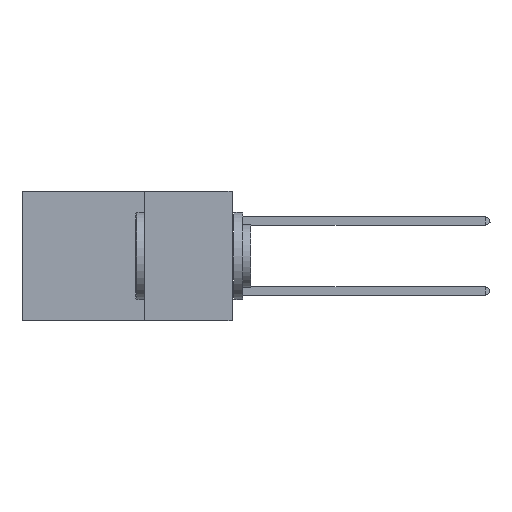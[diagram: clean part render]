
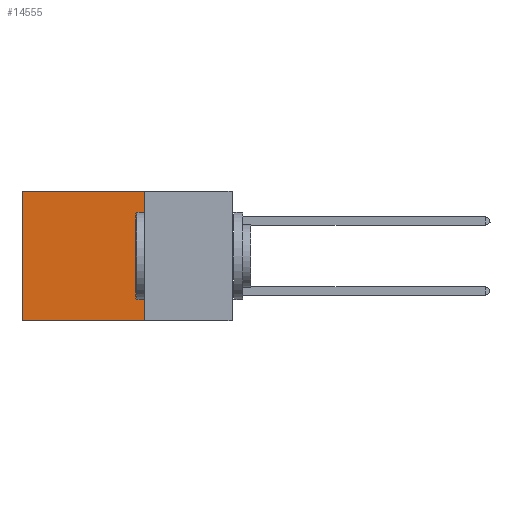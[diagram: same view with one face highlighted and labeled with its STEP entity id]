
A CAD part, left-side view. The second image highlights one B-rep face of the part: STEP entity #14555.
In plain terms, the highlighted planar face has unit normal (-1, 0, 0).
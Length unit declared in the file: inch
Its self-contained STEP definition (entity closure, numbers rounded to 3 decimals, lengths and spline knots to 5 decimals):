
#408 = VERTEX_POINT ( 'NONE', #9416 ) ;
#1039 = DIRECTION ( 'NONE',  ( 0., 0., -1. ) ) ;
#1067 = LINE ( 'NONE', #12411, #10633 ) ;
#1731 = EDGE_LOOP ( 'NONE', ( #27726, #15943, #32703, #15012 ) ) ;
#3984 = CARTESIAN_POINT ( 'NONE',  ( 0.2875, 0.25, 0. ) ) ;
#4682 = LINE ( 'NONE', #28007, #22059 ) ;
#5795 = DIRECTION ( 'NONE',  ( 1., 0., 0. ) ) ;
#6160 = PLANE ( 'NONE',  #15895 ) ;
#8934 = VECTOR ( 'NONE', #1039, 39.37008 ) ;
#9416 = CARTESIAN_POINT ( 'NONE',  ( 0.2875, 0.6, -0.37 ) ) ;
#10633 = VECTOR ( 'NONE', #12045, 39.37008 ) ;
#10884 = VERTEX_POINT ( 'NONE', #13764 ) ;
#11767 = CARTESIAN_POINT ( 'NONE',  ( 0.2875, 0.6, 0. ) ) ;
#12045 = DIRECTION ( 'NONE',  ( 0., 1., 0. ) ) ;
#12411 = CARTESIAN_POINT ( 'NONE',  ( 0.2875, 0.25, -0.37 ) ) ;
#13764 = CARTESIAN_POINT ( 'NONE',  ( 0.2875, 0.25, -0.37 ) ) ;
#14149 = EDGE_CURVE ( 'NONE', #32608, #22616, #15675, .T. ) ;
#14224 = DIRECTION ( 'NONE',  ( 0., 0., -1. ) ) ;
#14555 = ADVANCED_FACE ( 'NONE', ( #23473 ), #6160, .F. ) ;
#15012 = ORIENTED_EDGE ( 'NONE', *, *, #14149, .T. ) ;
#15675 = LINE ( 'NONE', #3984, #18687 ) ;
#15895 = AXIS2_PLACEMENT_3D ( 'NONE', #25723, #5795, #14224 ) ;
#15943 = ORIENTED_EDGE ( 'NONE', *, *, #22097, .F. ) ;
#16018 = CARTESIAN_POINT ( 'NONE',  ( 0.2875, 0.25, 0. ) ) ;
#17281 = DIRECTION ( 'NONE',  ( 0., 0., -1. ) ) ;
#18687 = VECTOR ( 'NONE', #32144, 39.37008 ) ;
#22059 = VECTOR ( 'NONE', #17281, 39.37008 ) ;
#22097 = EDGE_CURVE ( 'NONE', #10884, #408, #1067, .T. ) ;
#22616 = VERTEX_POINT ( 'NONE', #11767 ) ;
#22839 = LINE ( 'NONE', #32099, #8934 ) ;
#23473 = FACE_OUTER_BOUND ( 'NONE', #1731, .T. ) ;
#25650 = EDGE_CURVE ( 'NONE', #22616, #408, #4682, .T. ) ;
#25723 = CARTESIAN_POINT ( 'NONE',  ( 0.2875, 0.25, 0. ) ) ;
#27726 = ORIENTED_EDGE ( 'NONE', *, *, #25650, .T. ) ;
#28007 = CARTESIAN_POINT ( 'NONE',  ( 0.2875, 0.6, 0. ) ) ;
#28085 = EDGE_CURVE ( 'NONE', #32608, #10884, #22839, .T. ) ;
#32099 = CARTESIAN_POINT ( 'NONE',  ( 0.2875, 0.25, 0. ) ) ;
#32144 = DIRECTION ( 'NONE',  ( 0., 1., 0. ) ) ;
#32608 = VERTEX_POINT ( 'NONE', #16018 ) ;
#32703 = ORIENTED_EDGE ( 'NONE', *, *, #28085, .F. ) ;
